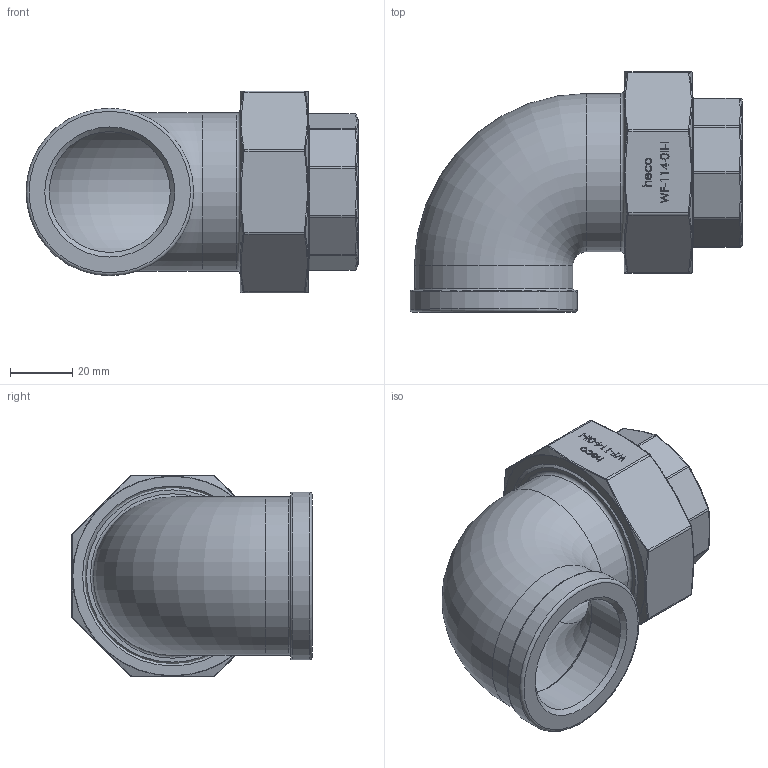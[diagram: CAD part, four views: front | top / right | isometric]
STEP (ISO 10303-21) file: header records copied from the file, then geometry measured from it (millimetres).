
FILE_DESCRIPTION (( 'STEP AP214' ), '1' );
FILE_NAME ('WF-114-0II-I Winkelverschraubung flach 2105.STEP', '2021-09-22T10:44:51', ( '' ), ( '' ), 'SwSTEP 2.0', 'SolidWorks 2019', '' );
FILE_SCHEMA (( 'AUTOMOTIVE_DESIGN' ));
Length unit declared in the file: millimetre
Products named in the file (5): ÜM-058-052-I Überwurfmutter 114 1612; DI-055-0VF-I Dichtung f黵 VF114 1612; ES-114-FWI-I Schraubteil Winkel 1905; WF-114-0II-I Winkelverschraubung flach 2105; ET-114-F0I-I Einlegeteil 1612
Assembly tree (4 placements, depth 2):
  WF-114-0II-I Winkelverschraubung flach 2105
    ES-114-FWI-I Schraubteil Winkel 1905
    DI-055-0VF-I Dichtung f黵 VF114 1612
    ET-114-F0I-I Einlegeteil 1612
    ÜM-058-052-I Überwurfmutter 114 1612
Bounding box: 107 x 77.5 x 65 mm (x, y, z)
Volume: 102413.9 mm3; surface area: 50700.1 mm2
Topology: 4 solids, 4 shells, 325 faces, 781 edges, 490 vertices
Faces by surface type: plane 147, bspline 97, cylinder 42, torus 29, cone 10
Full cylindrical faces by diameter (mm): 38.95 x2, 42.5 x1, 44 x2, 51 x2, 51.5 x1, 52 x1, 54 x1, 55.5 x2, 55.84 x1, 58 x1
Entity records: 16412 total; most frequent: CARTESIAN_POINT 6382, ORIENTED_EDGE 1450, DIRECTION 1157, EDGE_CURVE 725, VERTEX_POINT 478, EDGE_LOOP 403, AXIS2_PLACEMENT_3D 401, FACE_OUTER_BOUND 359
